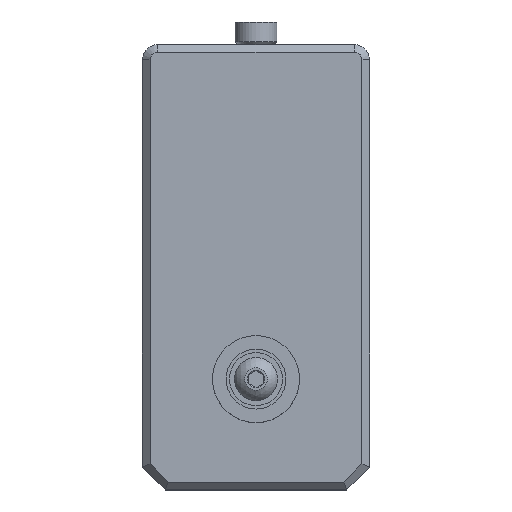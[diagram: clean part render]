
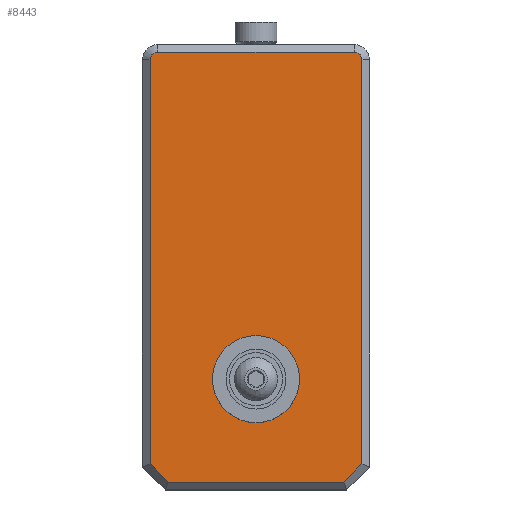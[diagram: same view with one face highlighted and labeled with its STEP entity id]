
A CAD part, top view. The second image highlights one B-rep face of the part: STEP entity #8443.
In plain terms, the highlighted face is planar.
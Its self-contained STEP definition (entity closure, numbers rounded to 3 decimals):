
#1097=FACE_BOUND('',#1932,.T.);
#1139=CIRCLE('',#9059,3.5);
#1141=CIRCLE('',#9063,3.5);
#1144=CIRCLE('',#9068,3.5);
#1146=CIRCLE('',#9072,3.5);
#1148=CIRCLE('',#9076,3.5);
#1149=CIRCLE('',#9078,3.5);
#1152=CIRCLE('',#9088,1.);
#1153=CIRCLE('',#9089,1.);
#1405=FACE_OUTER_BOUND('',#1931,.T.);
#1931=EDGE_LOOP('',(#5743,#5744,#5745,#5746,#5747,#5748,#5749,#5750));
#1932=EDGE_LOOP('',(#5751,#5752,#5753,#5754,#5755,#5756,#5757,#5758,#5759,
#5760,#5761,#5762));
#2501=LINE('',#11931,#2981);
#2503=LINE('',#11946,#2983);
#2505=LINE('',#11969,#2985);
#2507=LINE('',#11987,#2987);
#2510=LINE('',#12007,#2990);
#2512=LINE('',#12025,#2992);
#2522=LINE('',#12057,#3002);
#2523=LINE('',#12059,#3003);
#2524=LINE('',#12061,#3004);
#2525=LINE('',#12065,#3005);
#2526=LINE('',#12069,#3006);
#2527=LINE('',#12070,#3007);
#2981=VECTOR('',#9891,10.);
#2983=VECTOR('',#9895,10.);
#2985=VECTOR('',#9905,10.);
#2987=VECTOR('',#9915,10.);
#2990=VECTOR('',#9926,10.);
#2992=VECTOR('',#9936,10.);
#3002=VECTOR('',#9974,10.);
#3003=VECTOR('',#9975,10.);
#3004=VECTOR('',#9976,10.);
#3005=VECTOR('',#9979,10.);
#3006=VECTOR('',#9982,10.);
#3007=VECTOR('',#9983,10.);
#3458=VERTEX_POINT('',#11929);
#3459=VERTEX_POINT('',#11930);
#3462=VERTEX_POINT('',#11944);
#3463=VERTEX_POINT('',#11945);
#3466=VERTEX_POINT('',#11959);
#3468=VERTEX_POINT('',#11968);
#3470=VERTEX_POINT('',#11977);
#3472=VERTEX_POINT('',#11986);
#3475=VERTEX_POINT('',#11997);
#3477=VERTEX_POINT('',#12006);
#3479=VERTEX_POINT('',#12015);
#3481=VERTEX_POINT('',#12024);
#3484=VERTEX_POINT('',#12055);
#3485=VERTEX_POINT('',#12056);
#3486=VERTEX_POINT('',#12058);
#3487=VERTEX_POINT('',#12060);
#3488=VERTEX_POINT('',#12062);
#3489=VERTEX_POINT('',#12064);
#3490=VERTEX_POINT('',#12066);
#3491=VERTEX_POINT('',#12068);
#4316=EDGE_CURVE('',#3458,#3459,#2501,.T.);
#4320=EDGE_CURVE('',#3462,#3463,#2503,.T.);
#4324=EDGE_CURVE('',#3463,#3466,#1139,.T.);
#4327=EDGE_CURVE('',#3466,#3468,#2505,.T.);
#4330=EDGE_CURVE('',#3468,#3470,#1141,.T.);
#4333=EDGE_CURVE('',#3470,#3472,#2507,.T.);
#4337=EDGE_CURVE('',#3472,#3475,#1144,.T.);
#4340=EDGE_CURVE('',#3475,#3477,#2510,.T.);
#4343=EDGE_CURVE('',#3477,#3479,#1146,.T.);
#4346=EDGE_CURVE('',#3479,#3481,#2512,.T.);
#4349=EDGE_CURVE('',#3481,#3458,#1148,.T.);
#4350=EDGE_CURVE('',#3459,#3462,#1149,.T.);
#4362=EDGE_CURVE('',#3484,#3485,#2522,.T.);
#4363=EDGE_CURVE('',#3486,#3484,#2523,.T.);
#4364=EDGE_CURVE('',#3487,#3486,#2524,.T.);
#4365=EDGE_CURVE('',#3488,#3487,#1152,.T.);
#4366=EDGE_CURVE('',#3489,#3488,#2525,.T.);
#4367=EDGE_CURVE('',#3490,#3489,#1153,.T.);
#4368=EDGE_CURVE('',#3491,#3490,#2526,.T.);
#4369=EDGE_CURVE('',#3485,#3491,#2527,.T.);
#5743=ORIENTED_EDGE('',*,*,#4362,.F.);
#5744=ORIENTED_EDGE('',*,*,#4363,.F.);
#5745=ORIENTED_EDGE('',*,*,#4364,.F.);
#5746=ORIENTED_EDGE('',*,*,#4365,.F.);
#5747=ORIENTED_EDGE('',*,*,#4366,.F.);
#5748=ORIENTED_EDGE('',*,*,#4367,.F.);
#5749=ORIENTED_EDGE('',*,*,#4368,.F.);
#5750=ORIENTED_EDGE('',*,*,#4369,.F.);
#5751=ORIENTED_EDGE('',*,*,#4320,.F.);
#5752=ORIENTED_EDGE('',*,*,#4350,.F.);
#5753=ORIENTED_EDGE('',*,*,#4316,.F.);
#5754=ORIENTED_EDGE('',*,*,#4349,.F.);
#5755=ORIENTED_EDGE('',*,*,#4346,.F.);
#5756=ORIENTED_EDGE('',*,*,#4343,.F.);
#5757=ORIENTED_EDGE('',*,*,#4340,.F.);
#5758=ORIENTED_EDGE('',*,*,#4337,.F.);
#5759=ORIENTED_EDGE('',*,*,#4333,.F.);
#5760=ORIENTED_EDGE('',*,*,#4330,.F.);
#5761=ORIENTED_EDGE('',*,*,#4327,.F.);
#5762=ORIENTED_EDGE('',*,*,#4324,.F.);
#8282=PLANE('',#9087);
#8443=ADVANCED_FACE('',(#1405,#1097),#8282,.T.);
#9059=AXIS2_PLACEMENT_3D('',#11960,#9899,#9900);
#9063=AXIS2_PLACEMENT_3D('',#11978,#9909,#9910);
#9068=AXIS2_PLACEMENT_3D('',#11998,#9921,#9922);
#9072=AXIS2_PLACEMENT_3D('',#12016,#9931,#9932);
#9076=AXIS2_PLACEMENT_3D('',#12032,#9941,#9942);
#9078=AXIS2_PLACEMENT_3D('',#12034,#9945,#9946);
#9087=AXIS2_PLACEMENT_3D('',#12054,#9972,#9973);
#9088=AXIS2_PLACEMENT_3D('',#12063,#9977,#9978);
#9089=AXIS2_PLACEMENT_3D('',#12067,#9980,#9981);
#9891=DIRECTION('',(-0.866,0.5,0.));
#9895=DIRECTION('',(0.,1.,0.));
#9899=DIRECTION('center_axis',(0.,0.,-1.));
#9900=DIRECTION('ref_axis',(-1.,0.,0.));
#9905=DIRECTION('',(0.866,0.5,0.));
#9909=DIRECTION('center_axis',(0.,0.,-1.));
#9910=DIRECTION('ref_axis',(1.,0.,0.));
#9915=DIRECTION('',(0.866,-0.5,0.));
#9921=DIRECTION('center_axis',(0.,0.,-1.));
#9922=DIRECTION('ref_axis',(1.,0.,0.));
#9926=DIRECTION('',(0.,-1.,0.));
#9931=DIRECTION('center_axis',(0.,0.,-1.));
#9932=DIRECTION('ref_axis',(1.,0.,0.));
#9936=DIRECTION('',(-0.866,-0.5,0.));
#9941=DIRECTION('center_axis',(0.,0.,-1.));
#9942=DIRECTION('ref_axis',(1.,0.,0.));
#9945=DIRECTION('center_axis',(0.,0.,-1.));
#9946=DIRECTION('ref_axis',(-1.,0.,0.));
#9972=DIRECTION('center_axis',(0.,0.,-1.));
#9973=DIRECTION('ref_axis',(1.,0.,0.));
#9974=DIRECTION('',(1.,0.,0.));
#9975=DIRECTION('',(0.707,-0.707,0.));
#9976=DIRECTION('',(0.,-1.,0.));
#9977=DIRECTION('center_axis',(0.,0.,1.));
#9978=DIRECTION('ref_axis',(-0.707,0.707,0.));
#9979=DIRECTION('',(-1.,0.,0.));
#9980=DIRECTION('center_axis',(0.,0.,1.));
#9981=DIRECTION('ref_axis',(0.707,0.707,0.));
#9982=DIRECTION('',(0.,1.,0.));
#9983=DIRECTION('',(0.707,0.707,0.));
#11929=CARTESIAN_POINT('',(-0.254,-18.291,0.));
#11930=CARTESIAN_POINT('',(-2.896,-16.765,0.));
#11931=CARTESIAN_POINT('',(-16.48,-8.923,0.));
#11944=CARTESIAN_POINT('',(-3.15,-16.326,0.));
#11945=CARTESIAN_POINT('',(-3.15,-13.274,0.));
#11946=CARTESIAN_POINT('',(-3.15,5.915,0.));
#11959=CARTESIAN_POINT('',(-2.896,-12.835,0.));
#11960=CARTESIAN_POINT('Origin',(0.,-14.8,0.));
#11968=CARTESIAN_POINT('',(-0.254,-11.309,0.));
#11969=CARTESIAN_POINT('',(2.08,-9.962,0.));
#11977=CARTESIAN_POINT('',(0.254,-11.309,0.));
#11978=CARTESIAN_POINT('Origin',(0.,-14.8,0.));
#11986=CARTESIAN_POINT('',(2.896,-12.835,0.));
#11987=CARTESIAN_POINT('',(-12.091,-4.182,0.));
#11997=CARTESIAN_POINT('',(3.15,-13.274,0.));
#11998=CARTESIAN_POINT('Origin',(0.,-14.8,0.));
#12006=CARTESIAN_POINT('',(3.15,-16.326,0.));
#12007=CARTESIAN_POINT('',(3.15,4.485,0.));
#12015=CARTESIAN_POINT('',(2.896,-16.765,0.));
#12016=CARTESIAN_POINT('Origin',(0.,-14.8,0.));
#12024=CARTESIAN_POINT('',(0.254,-18.291,0.));
#12025=CARTESIAN_POINT('',(3.991,-16.133,0.));
#12032=CARTESIAN_POINT('Origin',(0.,-14.8,0.));
#12034=CARTESIAN_POINT('Origin',(0.,-14.8,0.));
#12054=CARTESIAN_POINT('Origin',(-15.,25.2,0.));
#12055=CARTESIAN_POINT('',(-11.586,-28.4,0.));
#12056=CARTESIAN_POINT('',(11.586,-28.4,0.));
#12057=CARTESIAN_POINT('',(-7.5,-28.4,0.));
#12058=CARTESIAN_POINT('',(-14.,-25.986,0.));
#12059=CARTESIAN_POINT('',(-26.443,-13.543,0.));
#12060=CARTESIAN_POINT('',(-14.,27.4,0.));
#12061=CARTESIAN_POINT('',(-14.,25.2,0.));
#12062=CARTESIAN_POINT('',(-13.,28.4,0.));
#12063=CARTESIAN_POINT('Origin',(-13.,27.4,0.));
#12064=CARTESIAN_POINT('',(13.,28.4,0.));
#12065=CARTESIAN_POINT('',(-7.5,28.4,0.));
#12066=CARTESIAN_POINT('',(14.,27.4,0.));
#12067=CARTESIAN_POINT('Origin',(13.,27.4,0.));
#12068=CARTESIAN_POINT('',(14.,-25.986,0.));
#12069=CARTESIAN_POINT('',(14.,25.2,0.));
#12070=CARTESIAN_POINT('',(18.943,-21.043,0.));
